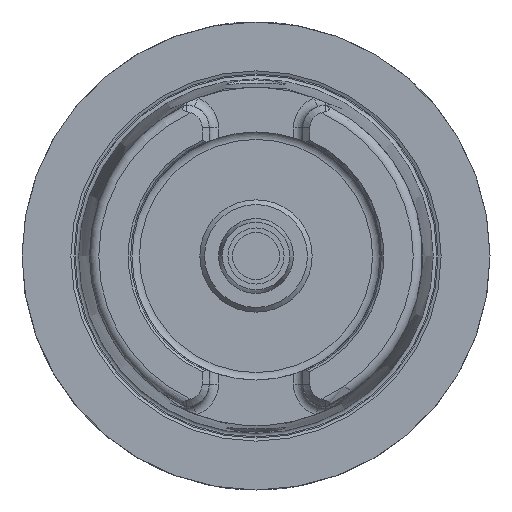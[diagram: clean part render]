
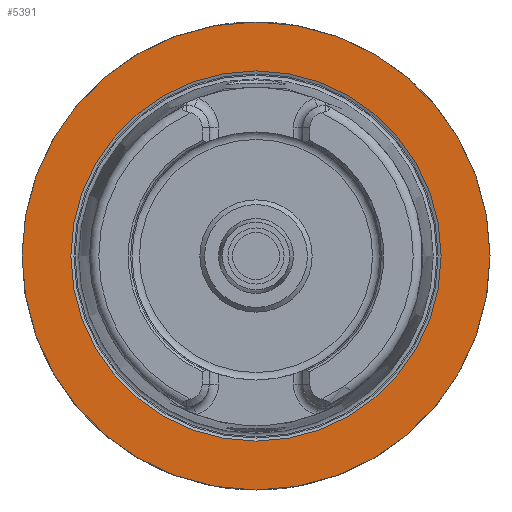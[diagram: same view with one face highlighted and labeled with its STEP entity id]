
A CAD part, left-side view. The second image highlights one B-rep face of the part: STEP entity #5391.
In plain terms, the highlighted planar face has unit normal (-1, 0, 0).
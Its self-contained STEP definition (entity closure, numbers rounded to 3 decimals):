
#4577=CARTESIAN_POINT('',(0.,50.0,0.0));
#4578=VERTEX_POINT('',#4577);
#4579=CARTESIAN_POINT('',(0.,0.,0.0));
#4580=DIRECTION('',(1.0,0.0,0.0));
#4581=DIRECTION('',(0.0,1.0,0.0));
#4582=AXIS2_PLACEMENT_3D('',#4579,#4580,#4581);
#4583=CIRCLE('',#4582,50.0);
#4584=EDGE_CURVE('',#4578,#4578,#4583,.T.);
#5365=CARTESIAN_POINT('',(0.,39.55,0.0));
#5366=VERTEX_POINT('',#5365);
#5367=CARTESIAN_POINT('',(0.,0.,0.0));
#5368=DIRECTION('',(1.0,0.0,0.0));
#5369=DIRECTION('',(0.0,1.0,0.0));
#5370=AXIS2_PLACEMENT_3D('',#5367,#5368,#5369);
#5371=CIRCLE('',#5370,39.55);
#5372=EDGE_CURVE('',#5366,#5366,#5371,.T.);
#5380=CARTESIAN_POINT('',(0.,44.775,0.0));
#5381=DIRECTION('',(-1.0,0.0,0.0));
#5382=DIRECTION('',(0.0,0.0,1.0));
#5383=AXIS2_PLACEMENT_3D('',#5380,#5381,#5382);
#5384=PLANE('',#5383);
#5385=ORIENTED_EDGE('',*,*,#4584,.F.);
#5386=EDGE_LOOP('',(#5385));
#5387=FACE_OUTER_BOUND('',#5386,.T.);
#5388=ORIENTED_EDGE('',*,*,#5372,.T.);
#5389=EDGE_LOOP('',(#5388));
#5390=FACE_BOUND('',#5389,.T.);
#5391=ADVANCED_FACE('',(#5387,#5390),#5384,.T.);
